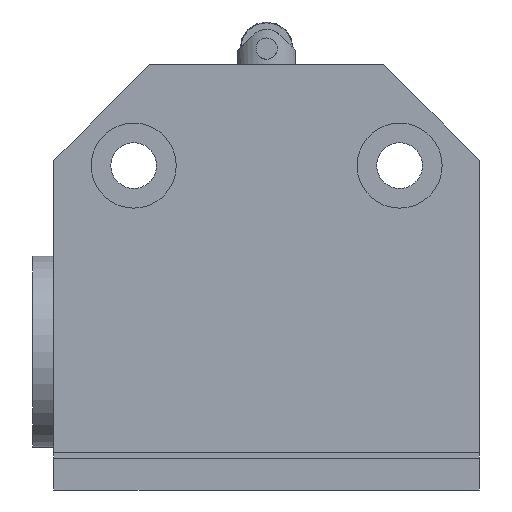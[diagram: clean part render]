
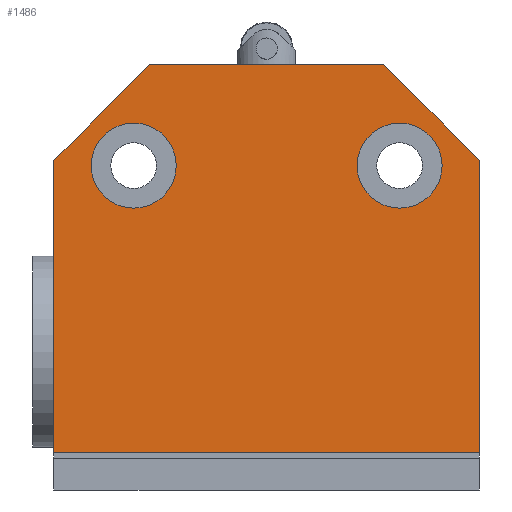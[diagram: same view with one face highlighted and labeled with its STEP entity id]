
A CAD part, front view. The second image highlights one B-rep face of the part: STEP entity #1486.
In plain terms, the highlighted planar face has unit normal (0, -1, 0).
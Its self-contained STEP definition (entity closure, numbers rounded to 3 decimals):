
#86=PLANE('',#1649);
#142=FACE_BOUND('',#369,.T.);
#143=FACE_BOUND('',#370,.T.);
#227=FACE_OUTER_BOUND('',#368,.T.);
#368=EDGE_LOOP('',(#1286,#1287,#1288,#1289,#1290,#1291));
#369=EDGE_LOOP('',(#1292));
#370=EDGE_LOOP('',(#1293));
#460=LINE('',#2585,#552);
#464=LINE('',#2593,#556);
#467=LINE('',#2599,#559);
#470=LINE('',#2605,#562);
#473=LINE('',#2611,#565);
#476=LINE('',#2616,#568);
#552=VECTOR('',#2015,12.728);
#556=VECTOR('',#2021,27.5);
#559=VECTOR('',#2026,40.);
#562=VECTOR('',#2031,27.5);
#565=VECTOR('',#2036,12.728);
#568=VECTOR('',#2041,22.);
#637=CIRCLE('',#1625,4.);
#640=CIRCLE('',#1630,4.);
#754=VERTEX_POINT('',#2554);
#757=VERTEX_POINT('',#2562);
#764=VERTEX_POINT('',#2583);
#765=VERTEX_POINT('',#2584);
#768=VERTEX_POINT('',#2592);
#770=VERTEX_POINT('',#2598);
#772=VERTEX_POINT('',#2604);
#774=VERTEX_POINT('',#2610);
#928=EDGE_CURVE('',#754,#754,#637,.T.);
#931=EDGE_CURVE('',#757,#757,#640,.T.);
#938=EDGE_CURVE('',#764,#765,#460,.T.);
#942=EDGE_CURVE('',#765,#768,#464,.T.);
#945=EDGE_CURVE('',#768,#770,#467,.T.);
#948=EDGE_CURVE('',#770,#772,#470,.T.);
#951=EDGE_CURVE('',#772,#774,#473,.T.);
#954=EDGE_CURVE('',#774,#764,#476,.T.);
#1286=ORIENTED_EDGE('',*,*,#938,.F.);
#1287=ORIENTED_EDGE('',*,*,#954,.F.);
#1288=ORIENTED_EDGE('',*,*,#951,.F.);
#1289=ORIENTED_EDGE('',*,*,#948,.F.);
#1290=ORIENTED_EDGE('',*,*,#945,.F.);
#1291=ORIENTED_EDGE('',*,*,#942,.F.);
#1292=ORIENTED_EDGE('',*,*,#928,.T.);
#1293=ORIENTED_EDGE('',*,*,#931,.T.);
#1486=ADVANCED_FACE('',(#227,#142,#143),#86,.T.);
#1625=AXIS2_PLACEMENT_3D('',#2555,#1977,#1978);
#1630=AXIS2_PLACEMENT_3D('',#2563,#1987,#1988);
#1649=AXIS2_PLACEMENT_3D('',#2618,#2043,#2044);
#1977=DIRECTION('center_axis',(0.,1.,0.));
#1978=DIRECTION('ref_axis',(1.,0.,0.));
#1987=DIRECTION('center_axis',(0.,1.,0.));
#1988=DIRECTION('ref_axis',(1.,0.,0.));
#2015=DIRECTION('',(0.707,0.,-0.707));
#2021=DIRECTION('',(0.,0.,-1.));
#2026=DIRECTION('',(-1.,0.,0.));
#2031=DIRECTION('',(0.,0.,1.));
#2036=DIRECTION('',(0.707,0.,0.707));
#2041=DIRECTION('',(1.,0.,0.));
#2043=DIRECTION('center_axis',(0.,-1.,0.));
#2044=DIRECTION('ref_axis',(1.,0.,0.));
#2554=CARTESIAN_POINT('',(29.,-10.,0.));
#2555=CARTESIAN_POINT('Origin',(25.,-10.,0.));
#2562=CARTESIAN_POINT('',(4.,-10.,0.));
#2563=CARTESIAN_POINT('Origin',(0.,-10.,0.));
#2583=CARTESIAN_POINT('',(23.5,-10.,9.5));
#2584=CARTESIAN_POINT('',(32.5,-10.,0.5));
#2585=CARTESIAN_POINT('',(23.5,-10.,9.5));
#2592=CARTESIAN_POINT('',(32.5,-10.,-27.));
#2593=CARTESIAN_POINT('',(32.5,-10.,0.5));
#2598=CARTESIAN_POINT('',(-7.5,-10.,-27.));
#2599=CARTESIAN_POINT('',(32.5,-10.,-27.));
#2604=CARTESIAN_POINT('',(-7.5,-10.,0.5));
#2605=CARTESIAN_POINT('',(-7.5,-10.,-27.));
#2610=CARTESIAN_POINT('',(1.5,-10.,9.5));
#2611=CARTESIAN_POINT('',(-7.5,-10.,0.5));
#2616=CARTESIAN_POINT('',(12.5,-10.,9.5));
#2618=CARTESIAN_POINT('Origin',(12.5,-10.,-10.336));
